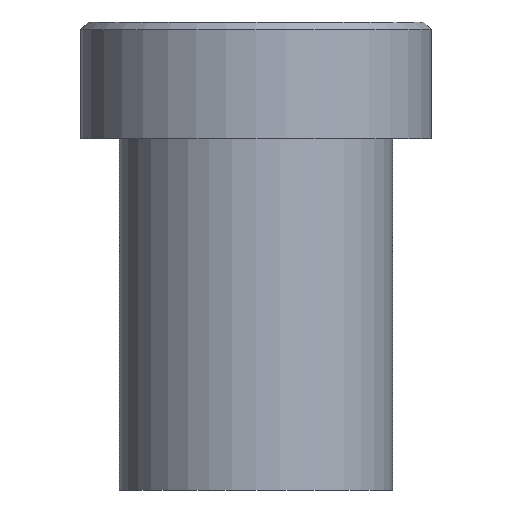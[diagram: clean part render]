
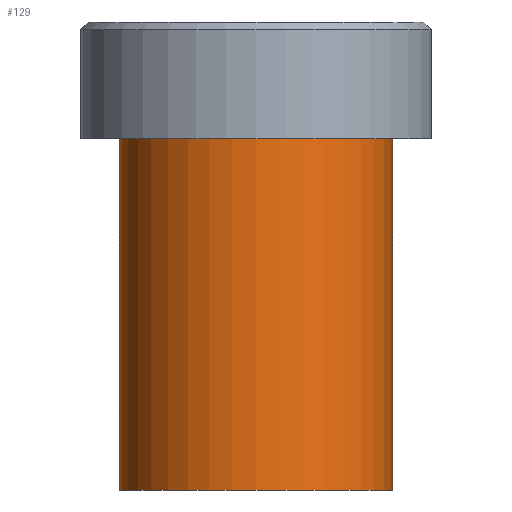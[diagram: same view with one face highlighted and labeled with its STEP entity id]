
A CAD part, front view. The second image highlights one B-rep face of the part: STEP entity #129.
In plain terms, the highlighted cylindrical face has radius 3.5 mm (diameter 7 mm), a full revolution.
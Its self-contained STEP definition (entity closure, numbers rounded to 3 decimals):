
#14=CYLINDRICAL_SURFACE('',#164,3.5);
#18=LINE('',#245,#22);
#22=VECTOR('',#209,3.5);
#40=FACE_OUTER_BOUND('',#52,.T.);
#52=EDGE_LOOP('',(#111,#112,#113,#114));
#57=CIRCLE('',#152,3.5);
#63=CIRCLE('',#163,3.5);
#67=VERTEX_POINT('',#222);
#73=VERTEX_POINT('',#242);
#77=EDGE_CURVE('',#67,#67,#57,.T.);
#86=EDGE_CURVE('',#73,#73,#63,.T.);
#87=EDGE_CURVE('',#67,#73,#18,.T.);
#111=ORIENTED_EDGE('',*,*,#77,.F.);
#112=ORIENTED_EDGE('',*,*,#87,.T.);
#113=ORIENTED_EDGE('',*,*,#86,.T.);
#114=ORIENTED_EDGE('',*,*,#87,.F.);
#129=ADVANCED_FACE('',(#40),#14,.T.);
#152=AXIS2_PLACEMENT_3D('',#223,#180,#181);
#163=AXIS2_PLACEMENT_3D('',#243,#205,#206);
#164=AXIS2_PLACEMENT_3D('',#244,#207,#208);
#180=DIRECTION('center_axis',(0.,0.,1.));
#181=DIRECTION('ref_axis',(1.,0.,0.));
#205=DIRECTION('center_axis',(0.,0.,1.));
#206=DIRECTION('ref_axis',(1.,0.,0.));
#207=DIRECTION('center_axis',(0.,0.,1.));
#208=DIRECTION('ref_axis',(0.,-1.,0.));
#209=DIRECTION('',(0.,0.,-1.));
#222=CARTESIAN_POINT('',(0.,3.5,0.));
#223=CARTESIAN_POINT('Origin',(0.,0.,0.));
#242=CARTESIAN_POINT('',(0.,3.5,-9.));
#243=CARTESIAN_POINT('Origin',(0.,0.,-9.));
#244=CARTESIAN_POINT('Origin',(0.,0.,-4.5));
#245=CARTESIAN_POINT('',(0.,3.5,-4.5));
